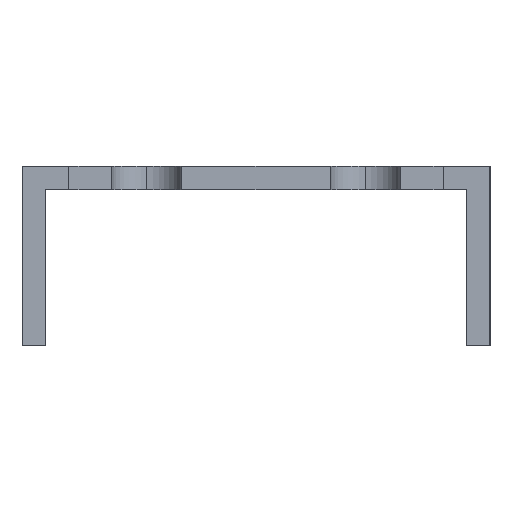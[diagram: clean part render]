
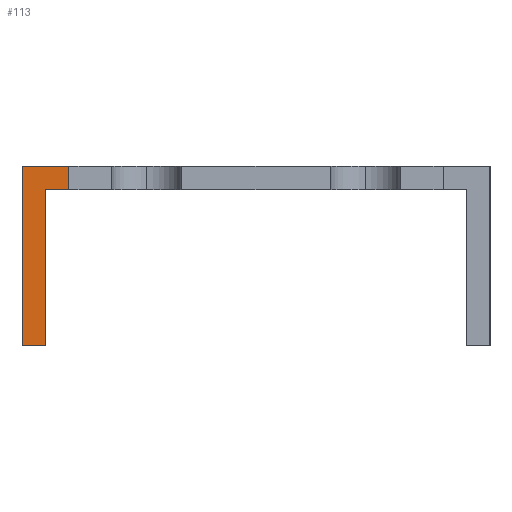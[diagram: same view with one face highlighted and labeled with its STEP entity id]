
A CAD part, left-side view. The second image highlights one B-rep face of the part: STEP entity #113.
In plain terms, the highlighted planar face has unit normal (-1, 0, 0).
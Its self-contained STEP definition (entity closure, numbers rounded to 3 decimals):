
#64 = LINE ( 'NONE', #2500, #7663 ) ;
#113 = ADVANCED_FACE ( 'NONE', ( #3007 ), #6245, .F. ) ;
#289 = VECTOR ( 'NONE', #1961, 1000. ) ;
#483 = LINE ( 'NONE', #1388, #9830 ) ;
#834 = CARTESIAN_POINT ( 'NONE',  ( -535., 24., -23. ) ) ;
#981 = EDGE_CURVE ( 'NONE', #6431, #2723, #5997, .T. ) ;
#1381 = LINE ( 'NONE', #2173, #1722 ) ;
#1388 = CARTESIAN_POINT ( 'NONE',  ( -535., 30., 0. ) ) ;
#1398 = ORIENTED_EDGE ( 'NONE', *, *, #10275, .F. ) ;
#1722 = VECTOR ( 'NONE', #10427, 1000. ) ;
#1961 = DIRECTION ( 'NONE',  ( 0., 0., 1. ) ) ;
#2173 = CARTESIAN_POINT ( 'NONE',  ( -535., 0., -3. ) ) ;
#2271 = DIRECTION ( 'NONE',  ( 1., 0., 0. ) ) ;
#2500 = CARTESIAN_POINT ( 'NONE',  ( -535., 27., -23. ) ) ;
#2723 = VERTEX_POINT ( 'NONE', #3657 ) ;
#2864 = VERTEX_POINT ( 'NONE', #8685 ) ;
#2931 = CARTESIAN_POINT ( 'NONE',  ( -535., 24., 0. ) ) ;
#3004 = AXIS2_PLACEMENT_3D ( 'NONE', #9527, #2271, #8727 ) ;
#3007 = FACE_OUTER_BOUND ( 'NONE', #3440, .T. ) ;
#3202 = ORIENTED_EDGE ( 'NONE', *, *, #9851, .T. ) ;
#3440 = EDGE_LOOP ( 'NONE', ( #9785, #3202, #9308, #6222, #4022, #1398 ) ) ;
#3657 = CARTESIAN_POINT ( 'NONE',  ( -535., 30., 0. ) ) ;
#4022 = ORIENTED_EDGE ( 'NONE', *, *, #7709, .F. ) ;
#4121 = DIRECTION ( 'NONE',  ( 0., 0., 1. ) ) ;
#4654 = VERTEX_POINT ( 'NONE', #6567 ) ;
#4674 = LINE ( 'NONE', #10321, #7981 ) ;
#4707 = LINE ( 'NONE', #834, #5289 ) ;
#5158 = VERTEX_POINT ( 'NONE', #2931 ) ;
#5289 = VECTOR ( 'NONE', #4121, 1000. ) ;
#5527 = DIRECTION ( 'NONE',  ( 0., 1., 0. ) ) ;
#5747 = EDGE_CURVE ( 'NONE', #10272, #2864, #1381, .T. ) ;
#5997 = LINE ( 'NONE', #6684, #289 ) ;
#6222 = ORIENTED_EDGE ( 'NONE', *, *, #981, .F. ) ;
#6245 = PLANE ( 'NONE',  #3004 ) ;
#6431 = VERTEX_POINT ( 'NONE', #10145 ) ;
#6473 = CARTESIAN_POINT ( 'NONE',  ( -535., 24., -3. ) ) ;
#6567 = CARTESIAN_POINT ( 'NONE',  ( -535., 27., -23. ) ) ;
#6684 = CARTESIAN_POINT ( 'NONE',  ( -535., 30., -23. ) ) ;
#6999 = DIRECTION ( 'NONE',  ( 0., 1., 0. ) ) ;
#7663 = VECTOR ( 'NONE', #9016, 1000. ) ;
#7709 = EDGE_CURVE ( 'NONE', #4654, #6431, #4674, .T. ) ;
#7981 = VECTOR ( 'NONE', #6999, 1000. ) ;
#8685 = CARTESIAN_POINT ( 'NONE',  ( -535., 27., -3. ) ) ;
#8727 = DIRECTION ( 'NONE',  ( 0., 0., -1. ) ) ;
#8871 = EDGE_CURVE ( 'NONE', #5158, #2723, #483, .T. ) ;
#9016 = DIRECTION ( 'NONE',  ( 0., 0., -1. ) ) ;
#9308 = ORIENTED_EDGE ( 'NONE', *, *, #8871, .T. ) ;
#9527 = CARTESIAN_POINT ( 'NONE',  ( -535., 30., -23. ) ) ;
#9785 = ORIENTED_EDGE ( 'NONE', *, *, #5747, .F. ) ;
#9830 = VECTOR ( 'NONE', #5527, 1000. ) ;
#9851 = EDGE_CURVE ( 'NONE', #10272, #5158, #4707, .T. ) ;
#10145 = CARTESIAN_POINT ( 'NONE',  ( -535., 30., -23. ) ) ;
#10272 = VERTEX_POINT ( 'NONE', #6473 ) ;
#10275 = EDGE_CURVE ( 'NONE', #2864, #4654, #64, .T. ) ;
#10321 = CARTESIAN_POINT ( 'NONE',  ( -535., 30., -23. ) ) ;
#10427 = DIRECTION ( 'NONE',  ( 0., 1., 0. ) ) ;
